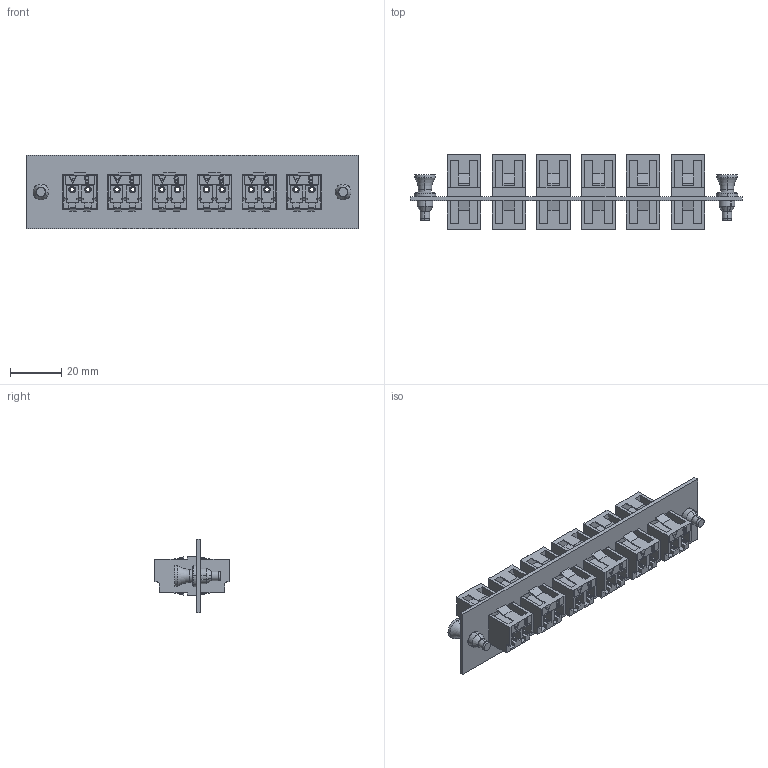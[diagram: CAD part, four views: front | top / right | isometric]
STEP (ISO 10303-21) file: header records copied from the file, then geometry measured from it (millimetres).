
FILE_DESCRIPTION (( 'STEP AP214' ), '1' );
FILE_NAME ('FSP-LCD6-AQU-M3BR.step', '2021-01-05T19:13:54', ( '' ), ( '' ), 'SwSTEP 2.0', 'SolidWorks 2018', '' );
FILE_SCHEMA (( 'AUTOMOTIVE_DESIGN' ));
Length unit declared in the file: inch
Products named in the file (7): FSP-LCD6-0-BNK; FOA-805_CPLR, LCD-AQU-M3BR^FOA-805_CPLR, LCD-AQU-M3BR_FSP-LCD6-AQU-M3BR; FOA-805_CPLR, LCD-AQU-M3BR^FSP-LCD6-AQU-M3BR; HDWR-HN4P-42-4-1; FSP-LCD6-0-BNK-PANEL; HDWR-HN4G-42-1; FSP-LCD6-AQU-M3BR
Assembly tree (13 placements, depth 3):
  FSP-LCD6-AQU-M3BR
    FSP-LCD6-0-BNK
      FSP-LCD6-0-BNK-PANEL
      HDWR-HN4G-42-1  x2
      HDWR-HN4P-42-4-1  x2
    FOA-805_CPLR, LCD-AQU-M3BR^FSP-LCD6-AQU-M3BR  x6
      FOA-805_CPLR, LCD-AQU-M3BR^FOA-805_CPLR, LCD-AQU-M3BR_FSP-LCD6-AQU-M3BR
Bounding box: 129.54 x 29.21 x 28.7 mm (x, y, z)
Volume: 18921.5 mm3; surface area: 30857.5 mm2
Topology: 11 solids, 11 shells, 1814 faces, 5122 edges, 3370 vertices
Faces by surface type: plane 1482, cylinder 152, bspline 108, cone 68, torus 4
Entity records: 13020 total; most frequent: CARTESIAN_POINT 3198, ORIENTED_EDGE 2018, DIRECTION 1822, EDGE_CURVE 1009, LINE 840, VECTOR 840, VERTEX_POINT 661, AXIS2_PLACEMENT_3D 491
